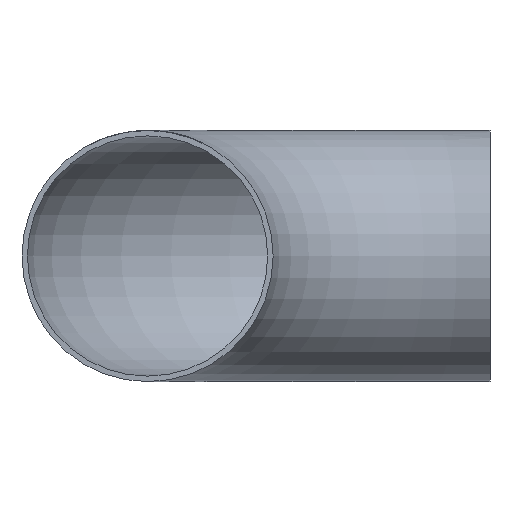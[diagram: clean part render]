
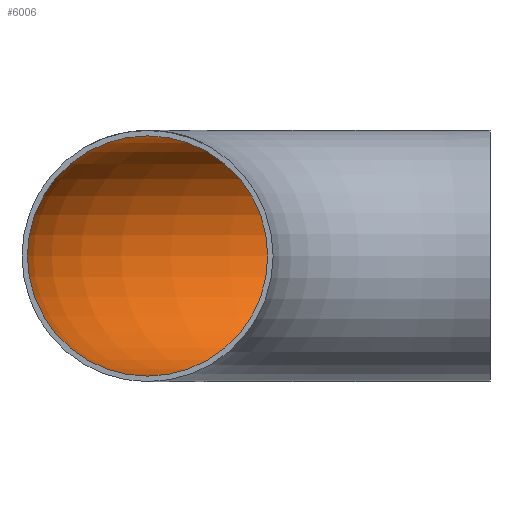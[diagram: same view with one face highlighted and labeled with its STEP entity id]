
A CAD part, front view. The second image highlights one B-rep face of the part: STEP entity #6006.
In plain terms, the highlighted toroidal (fillet/blend) face has major radius 190.5 mm and minor radius 66.85 mm.
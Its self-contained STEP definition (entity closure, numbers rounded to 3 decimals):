
#111 = EDGE_CURVE ( 'NONE', #285, #285, #3669, .T. ) ;
#112 = DIRECTION ( 'NONE',  ( -1., 0., 0. ) ) ;
#183 = EDGE_LOOP ( 'NONE', ( #4698 ) ) ;
#285 = VERTEX_POINT ( 'NONE', #324 ) ;
#324 = CARTESIAN_POINT ( 'NONE',  ( -190.5, 0., 66.85 ) ) ;
#326 = EDGE_CURVE ( 'NONE', #2436, #2436, #3154, .T. ) ;
#630 = DIRECTION ( 'NONE',  ( 0., 1., 0. ) ) ;
#864 = FACE_OUTER_BOUND ( 'NONE', #183, .T. ) ;
#1202 = DIRECTION ( 'NONE',  ( 0., 0., 1. ) ) ;
#2436 = VERTEX_POINT ( 'NONE', #2965 ) ;
#2965 = CARTESIAN_POINT ( 'NONE',  ( 0., 257.35, 0. ) ) ;
#3154 = CIRCLE ( 'NONE', #3372, 66.85 ) ;
#3372 = AXIS2_PLACEMENT_3D ( 'NONE', #7869, #7966, #630 ) ;
#3458 = CARTESIAN_POINT ( 'NONE',  ( 0., 0., 0. ) ) ;
#3624 = AXIS2_PLACEMENT_3D ( 'NONE', #3458, #5482, #112 ) ;
#3669 = CIRCLE ( 'NONE', #6711, 66.85 ) ;
#4369 = ORIENTED_EDGE ( 'NONE', *, *, #111, .F. ) ;
#4698 = ORIENTED_EDGE ( 'NONE', *, *, #326, .T. ) ;
#5482 = DIRECTION ( 'NONE',  ( 0., 0., -1. ) ) ;
#5805 = EDGE_LOOP ( 'NONE', ( #4369 ) ) ;
#5878 = DIRECTION ( 'NONE',  ( 0., 1., 0. ) ) ;
#6006 = ADVANCED_FACE ( 'NONE', ( #864, #7648 ), #6627, .F. ) ;
#6627 = TOROIDAL_SURFACE ( 'NONE', #3624, 190.5, 66.85 ) ;
#6711 = AXIS2_PLACEMENT_3D ( 'NONE', #7711, #5878, #1202 ) ;
#7648 = FACE_OUTER_BOUND ( 'NONE', #5805, .T. ) ;
#7711 = CARTESIAN_POINT ( 'NONE',  ( -190.5, 0., 0. ) ) ;
#7869 = CARTESIAN_POINT ( 'NONE',  ( 0., 190.5, 0. ) ) ;
#7966 = DIRECTION ( 'NONE',  ( 1., 0., 0. ) ) ;
